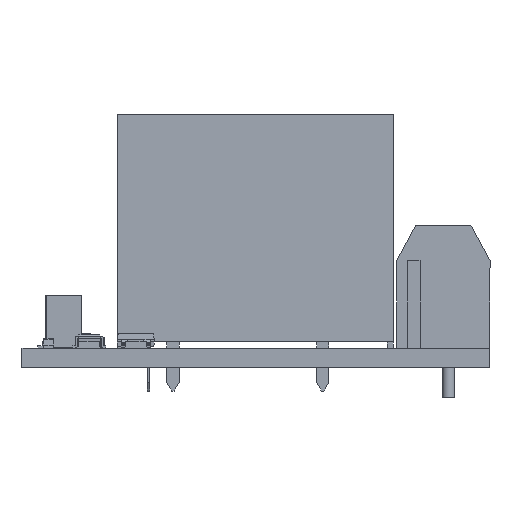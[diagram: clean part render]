
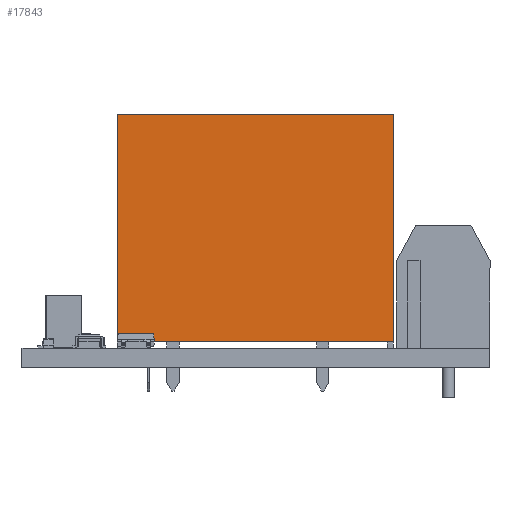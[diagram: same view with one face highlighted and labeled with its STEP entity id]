
A CAD part, front view. The second image highlights one B-rep face of the part: STEP entity #17843.
In plain terms, the highlighted planar face has unit normal (0, -1, 0).
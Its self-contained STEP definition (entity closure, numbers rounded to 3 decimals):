
#1712 = VERTEX_POINT ( 'NONE', #15862 ) ;
#1832 = EDGE_CURVE ( 'NONE', #1712, #30006, #33285, .T. ) ;
#3995 = ORIENTED_EDGE ( 'NONE', *, *, #54530, .F. ) ;
#4268 = DIRECTION ( 'NONE',  ( 1., 0., 0. ) ) ;
#4623 = CARTESIAN_POINT ( 'NONE',  ( 30.237, 10.292, 2.075 ) ) ;
#6541 = AXIS2_PLACEMENT_3D ( 'NONE', #57644, #52899, #48094 ) ;
#8138 = PLANE ( 'NONE',  #6541 ) ;
#14050 = EDGE_LOOP ( 'NONE', ( #19419, #38875, #3995, #29179 ) ) ;
#14278 = VECTOR ( 'NONE', #4268, 1000. ) ;
#15862 = CARTESIAN_POINT ( 'NONE',  ( 30.237, 10.292, 2.075 ) ) ;
#17457 = CARTESIAN_POINT ( 'NONE',  ( 30.237, 10.292, 20.575 ) ) ;
#17843 = ADVANCED_FACE ( 'NONE', ( #51651 ), #8138, .F. ) ;
#18674 = CARTESIAN_POINT ( 'NONE',  ( 7.737, 10.292, 20.575 ) ) ;
#19419 = ORIENTED_EDGE ( 'NONE', *, *, #1832, .F. ) ;
#23072 = VECTOR ( 'NONE', #31497, 1000. ) ;
#24512 = VECTOR ( 'NONE', #27574, 1000. ) ;
#25374 = VERTEX_POINT ( 'NONE', #18674 ) ;
#27315 = VECTOR ( 'NONE', #39518, 1000. ) ;
#27574 = DIRECTION ( 'NONE',  ( 0., 0., -1. ) ) ;
#29179 = ORIENTED_EDGE ( 'NONE', *, *, #49639, .T. ) ;
#30006 = VERTEX_POINT ( 'NONE', #30720 ) ;
#30720 = CARTESIAN_POINT ( 'NONE',  ( 7.737, 10.292, 2.075 ) ) ;
#31497 = DIRECTION ( 'NONE',  ( 0., 0., -1. ) ) ;
#33285 = LINE ( 'NONE', #4623, #27315 ) ;
#36293 = CARTESIAN_POINT ( 'NONE',  ( 7.737, 10.292, 20.575 ) ) ;
#38662 = EDGE_CURVE ( 'NONE', #54641, #1712, #46315, .T. ) ;
#38875 = ORIENTED_EDGE ( 'NONE', *, *, #38662, .F. ) ;
#39518 = DIRECTION ( 'NONE',  ( -1., 0., 0. ) ) ;
#41972 = CARTESIAN_POINT ( 'NONE',  ( 30.237, 10.292, 20.575 ) ) ;
#45134 = LINE ( 'NONE', #36293, #23072 ) ;
#46315 = LINE ( 'NONE', #17457, #24512 ) ;
#48094 = DIRECTION ( 'NONE',  ( 0., 0., 1. ) ) ;
#49639 = EDGE_CURVE ( 'NONE', #25374, #30006, #45134, .T. ) ;
#51651 = FACE_OUTER_BOUND ( 'NONE', #14050, .T. ) ;
#52899 = DIRECTION ( 'NONE',  ( 0., 1., 0. ) ) ;
#54530 = EDGE_CURVE ( 'NONE', #25374, #54641, #57034, .T. ) ;
#54641 = VERTEX_POINT ( 'NONE', #41972 ) ;
#57034 = LINE ( 'NONE', #57341, #14278 ) ;
#57341 = CARTESIAN_POINT ( 'NONE',  ( 7.737, 10.292, 20.575 ) ) ;
#57644 = CARTESIAN_POINT ( 'NONE',  ( 7.737, 10.292, 20.575 ) ) ;
